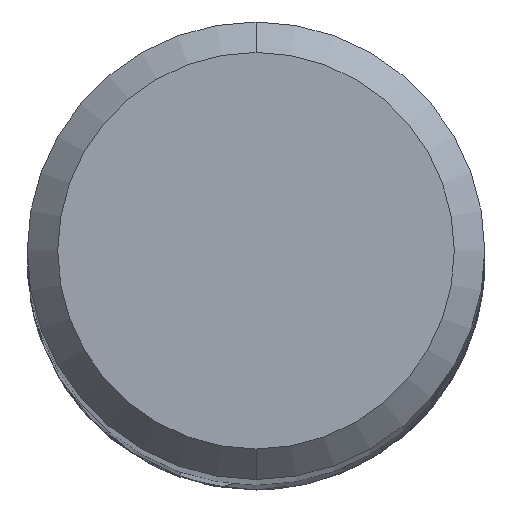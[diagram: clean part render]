
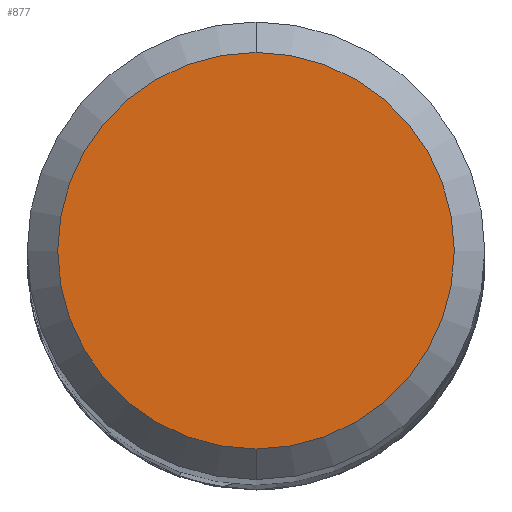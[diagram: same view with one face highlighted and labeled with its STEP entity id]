
A CAD part, top view. The second image highlights one B-rep face of the part: STEP entity #877.
In plain terms, the highlighted planar face has unit normal (0, 0, 1).
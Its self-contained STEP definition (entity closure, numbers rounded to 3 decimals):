
#669=VERTEX_POINT('',#1638);
#689=EDGE_CURVE('',#669,#1251,#1661,.T.);
#735=EDGE_CURVE('',#1251,#669,#1711,.T.);
#877=ADVANCED_FACE('',(#1874),#1875,.T.);
#1251=VERTEX_POINT('',#2277);
#1638=CARTESIAN_POINT('',(0.0,2.6,0.0));
#1661=CIRCLE('',#4879,2.6);
#1711=CIRCLE('',#5204,2.6);
#1874=FACE_OUTER_BOUND('',#6726,.T.);
#1875=PLANE('',#6727);
#2277=CARTESIAN_POINT('',(0.,-2.6,0.0));
#4879=AXIS2_PLACEMENT_3D('',#12702,#12703,#12704);
#5204=AXIS2_PLACEMENT_3D('',#12745,#12746,#12747);
#6726=EDGE_LOOP('',(#12960,#12961));
#6727=AXIS2_PLACEMENT_3D('',#12962,#12963,#12964);
#12702=CARTESIAN_POINT('',(0.0,0.0,0.0));
#12703=DIRECTION('',(0.0,0.0,-1.0));
#12704=DIRECTION('',(0.0,1.0,0.0));
#12745=CARTESIAN_POINT('',(0.0,0.0,0.0));
#12746=DIRECTION('',(0.0,0.0,-1.0));
#12747=DIRECTION('',(0.0,1.0,0.0));
#12960=ORIENTED_EDGE('',*,*,#689,.F.);
#12961=ORIENTED_EDGE('',*,*,#735,.F.);
#12962=CARTESIAN_POINT('',(0.0,1.3,0.0));
#12963=DIRECTION('',(-0.0,0.0,1.0));
#12964=DIRECTION('',(0.0,-1.0,0.0));
